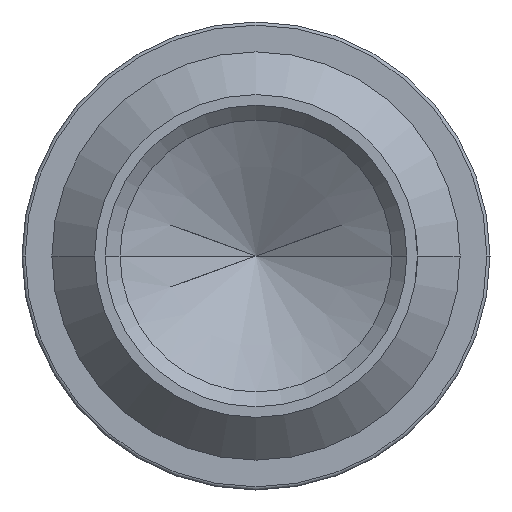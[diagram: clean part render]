
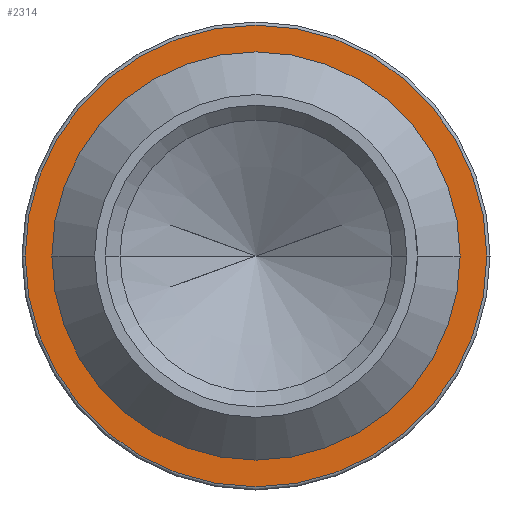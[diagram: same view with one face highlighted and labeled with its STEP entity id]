
A CAD part, front view. The second image highlights one B-rep face of the part: STEP entity #2314.
In plain terms, the highlighted planar face has unit normal (0, -1, 0).
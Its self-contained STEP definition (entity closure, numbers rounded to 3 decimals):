
#641=CARTESIAN_POINT('',(0.,-0.004,0.));
#642=DIRECTION('',(0.,-1.,0.));
#643=DIRECTION('',(1.,0.,0.));
#644=AXIS2_PLACEMENT_3D('',#641,#642,#643);
#656=CARTESIAN_POINT('',(0.,-0.004,0.));
#657=DIRECTION('',(0.,-1.,0.));
#658=DIRECTION('',(-1.,0.,0.));
#659=AXIS2_PLACEMENT_3D('',#656,#657,#658);
#702=CARTESIAN_POINT('',(0.,-0.004,0.));
#703=DIRECTION('',(0.,-1.,0.));
#704=DIRECTION('',(-1.,0.,0.));
#705=AXIS2_PLACEMENT_3D('',#702,#703,#704);
#707=CARTESIAN_POINT('',(0.,-0.004,0.));
#708=DIRECTION('',(0.,1.,0.));
#709=DIRECTION('',(-1.,0.,0.));
#710=AXIS2_PLACEMENT_3D('',#707,#708,#709);
#1597=CARTESIAN_POINT('',(-3.484,-0.004,0.));
#1599=VERTEX_POINT('',#1597);
#1609=CARTESIAN_POINT('',(3.484,-0.004,0.));
#1611=VERTEX_POINT('',#1609);
#1697=CARTESIAN_POINT('',(3.94,-0.004,0.));
#1698=CARTESIAN_POINT('',(-3.94,-0.004,0.));
#1699=VERTEX_POINT('',#1697);
#1700=VERTEX_POINT('',#1698);
#2298=CARTESIAN_POINT('',(0.,-0.004,0.));
#2299=DIRECTION('',(0.,1.,0.));
#2300=DIRECTION('',(1.,0.,0.));
#2301=AXIS2_PLACEMENT_3D('',#2298,#2299,#2300);
#2302=PLANE('',#2301);
#2303=ORIENTED_EDGE('',*,*,#2288,.F.);
#2305=ORIENTED_EDGE('',*,*,#2304,.F.);
#2306=EDGE_LOOP('',(#2303,#2305));
#2307=FACE_OUTER_BOUND('',#2306,.F.);
#2309=ORIENTED_EDGE('',*,*,#2308,.T.);
#2311=ORIENTED_EDGE('',*,*,#2310,.F.);
#2312=EDGE_LOOP('',(#2309,#2311));
#2313=FACE_BOUND('',#2312,.F.);
#2314=ADVANCED_FACE('',(#2307,#2313),#2302,.F.);
#645=CIRCLE('',#644,3.94);
#660=CIRCLE('',#659,3.94);
#706=CIRCLE('',#705,3.484);
#711=CIRCLE('',#710,3.484);
#2288=EDGE_CURVE('',#1699,#1700,#645,.T.);
#2304=EDGE_CURVE('',#1700,#1699,#660,.T.);
#2308=EDGE_CURVE('',#1599,#1611,#706,.T.);
#2310=EDGE_CURVE('',#1599,#1611,#711,.T.);
